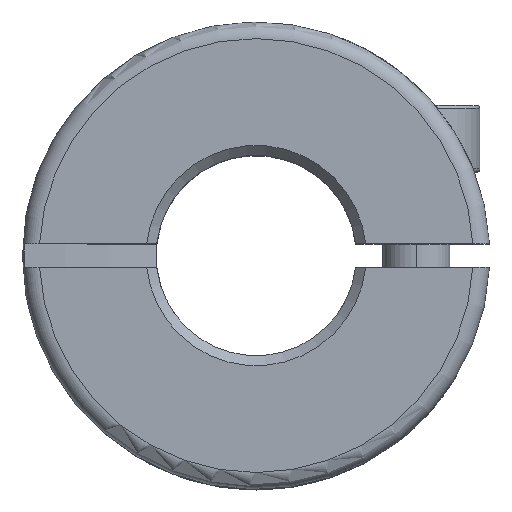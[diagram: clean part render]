
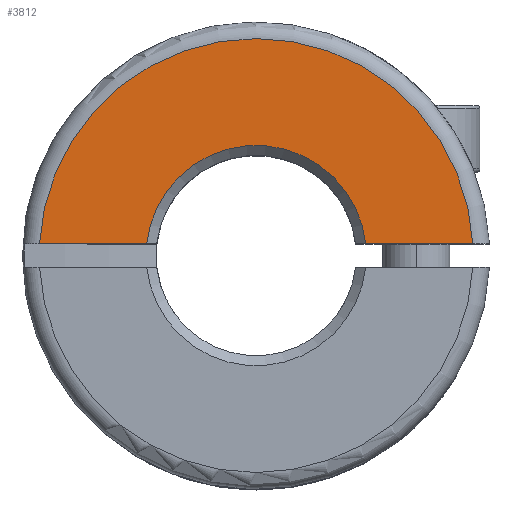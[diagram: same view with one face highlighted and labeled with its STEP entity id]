
A CAD part, top view. The second image highlights one B-rep face of the part: STEP entity #3812.
In plain terms, the highlighted planar face has unit normal (0, 0, 1).
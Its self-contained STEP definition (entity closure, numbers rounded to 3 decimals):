
#229 = DIRECTION ( 'NONE',  ( 0., 0., 1. ) ) ;
#341 = PLANE ( 'NONE',  #866 ) ;
#430 = CARTESIAN_POINT ( 'NONE',  ( 6.491, 0.35, 7. ) ) ;
#453 = DIRECTION ( 'NONE',  ( 1., 0., 0. ) ) ;
#532 = AXIS2_PLACEMENT_3D ( 'NONE', #2657, #229, #2323 ) ;
#554 = LINE ( 'NONE', #4301, #1390 ) ;
#670 = VERTEX_POINT ( 'NONE', #2239 ) ;
#833 = AXIS2_PLACEMENT_3D ( 'NONE', #3820, #2164, #453 ) ;
#866 = AXIS2_PLACEMENT_3D ( 'NONE', #1021, #2534, #3902 ) ;
#996 = ORIENTED_EDGE ( 'NONE', *, *, #3993, .F. ) ;
#1021 = CARTESIAN_POINT ( 'NONE',  ( 0., 0., 7. ) ) ;
#1390 = VECTOR ( 'NONE', #1518, 1000. ) ;
#1448 = CARTESIAN_POINT ( 'NONE',  ( 3.281, 0.35, 7. ) ) ;
#1480 = VERTEX_POINT ( 'NONE', #430 ) ;
#1518 = DIRECTION ( 'NONE',  ( -1., 0., 0. ) ) ;
#1574 = CARTESIAN_POINT ( 'NONE',  ( -3.281, 0.35, 7. ) ) ;
#1612 = ORIENTED_EDGE ( 'NONE', *, *, #3459, .T. ) ;
#1712 = EDGE_LOOP ( 'NONE', ( #4328, #3476, #996, #1612 ) ) ;
#1999 = LINE ( 'NONE', #4022, #4094 ) ;
#2020 = DIRECTION ( 'NONE',  ( -1., 0., 0. ) ) ;
#2164 = DIRECTION ( 'NONE',  ( 0., 0., -1. ) ) ;
#2239 = CARTESIAN_POINT ( 'NONE',  ( -6.491, 0.35, 7. ) ) ;
#2323 = DIRECTION ( 'NONE',  ( 1., 0., 0. ) ) ;
#2534 = DIRECTION ( 'NONE',  ( 0., 0., 1. ) ) ;
#2602 = VERTEX_POINT ( 'NONE', #1448 ) ;
#2657 = CARTESIAN_POINT ( 'NONE',  ( 0., 0., 7. ) ) ;
#3255 = VERTEX_POINT ( 'NONE', #1574 ) ;
#3273 = CIRCLE ( 'NONE', #833, 3.3 ) ;
#3357 = CIRCLE ( 'NONE', #532, 6.5 ) ;
#3419 = FACE_OUTER_BOUND ( 'NONE', #1712, .T. ) ;
#3459 = EDGE_CURVE ( 'NONE', #3255, #2602, #3273, .T. ) ;
#3476 = ORIENTED_EDGE ( 'NONE', *, *, #4279, .T. ) ;
#3640 = EDGE_CURVE ( 'NONE', #1480, #2602, #1999, .T. ) ;
#3812 = ADVANCED_FACE ( 'NONE', ( #3419 ), #341, .T. ) ;
#3820 = CARTESIAN_POINT ( 'NONE',  ( 0., 0., 7. ) ) ;
#3902 = DIRECTION ( 'NONE',  ( 1., 0., 0. ) ) ;
#3993 = EDGE_CURVE ( 'NONE', #3255, #670, #554, .T. ) ;
#4022 = CARTESIAN_POINT ( 'NONE',  ( 0., 0.35, 7. ) ) ;
#4094 = VECTOR ( 'NONE', #2020, 1000. ) ;
#4279 = EDGE_CURVE ( 'NONE', #1480, #670, #3357, .T. ) ;
#4301 = CARTESIAN_POINT ( 'NONE',  ( 0., 0.35, 7. ) ) ;
#4328 = ORIENTED_EDGE ( 'NONE', *, *, #3640, .F. ) ;
